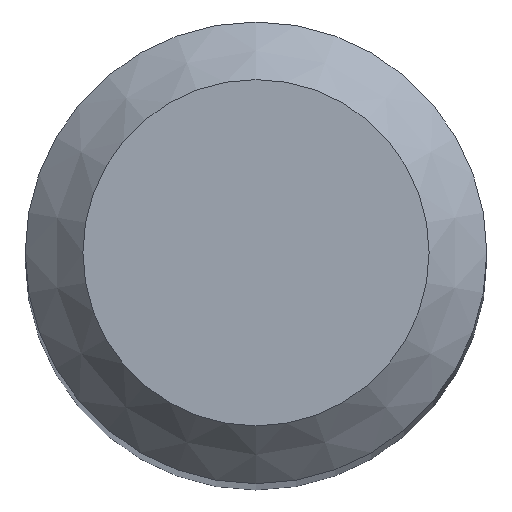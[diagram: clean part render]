
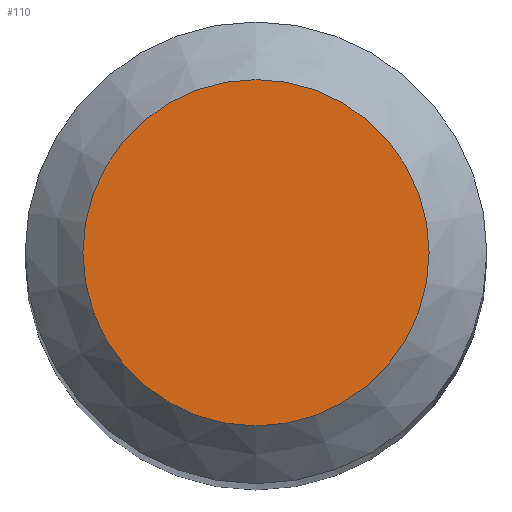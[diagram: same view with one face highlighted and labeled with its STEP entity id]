
A CAD part, top view. The second image highlights one B-rep face of the part: STEP entity #110.
In plain terms, the highlighted planar face has unit normal (0, 0, 1).
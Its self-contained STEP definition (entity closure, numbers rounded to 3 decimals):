
#44 = DIRECTION ( 'NONE',  ( 0., 1., 0. ) ) ;
#51 = CIRCLE ( 'NONE', #70, 1.5 ) ;
#60 = EDGE_CURVE ( 'NONE', #81, #81, #51, .T. ) ;
#66 = PLANE ( 'NONE',  #180 ) ;
#70 = AXIS2_PLACEMENT_3D ( 'NONE', #256, #182, #44 ) ;
#81 = VERTEX_POINT ( 'NONE', #86 ) ;
#86 = CARTESIAN_POINT ( 'NONE',  ( 0., 1.5, 50. ) ) ;
#110 = ADVANCED_FACE ( 'NONE', ( #219 ), #66, .F. ) ;
#112 = EDGE_LOOP ( 'NONE', ( #217 ) ) ;
#118 = DIRECTION ( 'NONE',  ( 0., 0., -1. ) ) ;
#161 = CARTESIAN_POINT ( 'NONE',  ( 0., 0., 50. ) ) ;
#180 = AXIS2_PLACEMENT_3D ( 'NONE', #161, #118, #238 ) ;
#182 = DIRECTION ( 'NONE',  ( 0., 0., -1. ) ) ;
#217 = ORIENTED_EDGE ( 'NONE', *, *, #60, .F. ) ;
#219 = FACE_OUTER_BOUND ( 'NONE', #112, .T. ) ;
#238 = DIRECTION ( 'NONE',  ( 0., 1., 0. ) ) ;
#256 = CARTESIAN_POINT ( 'NONE',  ( 0., 0., 50. ) ) ;
